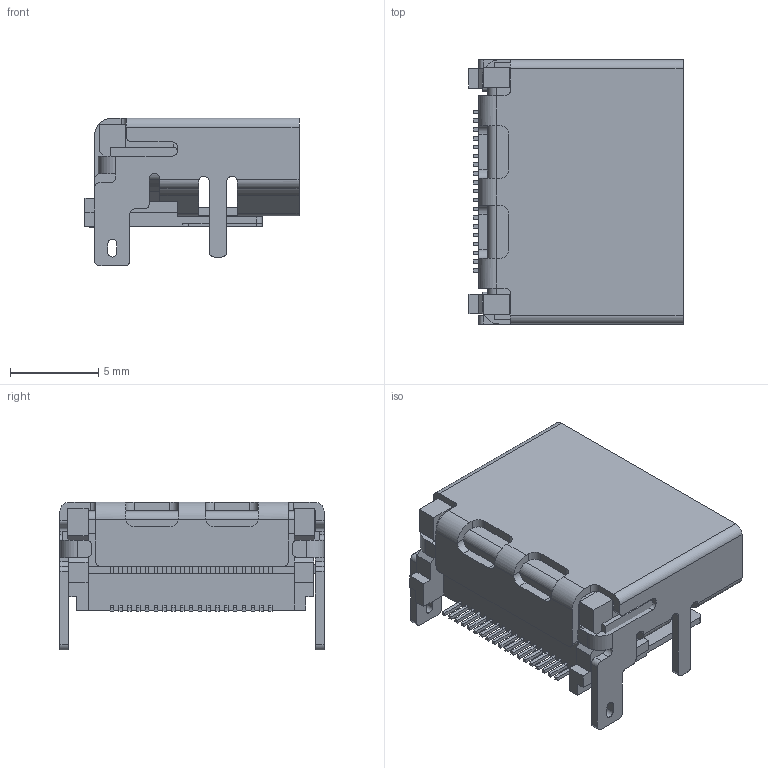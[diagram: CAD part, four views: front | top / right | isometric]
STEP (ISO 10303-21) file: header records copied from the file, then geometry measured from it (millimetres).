
FILE_DESCRIPTION(/* description */ ('Unknown'),/* implementation_level */ '2;1');
FILE_NAME(/* name */ 'J_Wurth_WR-HDMI_685119134923',/* time_stamp */ '2025-07-17T17:24:44+08:00',/* author */ ('Unknown'),/* organization */ ('Unknown'),/* preprocessor_version */ 'ST-DEVELOPER v19.4',/* originating_system */ 'Solid Edge',/* authorisation */ 'Unknown');
FILE_SCHEMA (('AUTOMOTIVE_DESIGN {1 0 10303 214 3 1 1}'));
Length unit declared in the file: millimetre
Products named in the file (2): J_Wurth_WR-HDMI_685119134923
Assembly tree (1 placements, depth 2):
  J_Wurth_WR-HDMI_685119134923
    J_Wurth_WR-HDMI_685119134923
Bounding box: 12.15 x 15 x 8.38 mm (x, y, z)
Volume: 499.5 mm3; surface area: 1891.6 mm2
Topology: 21 solids, 21 shells, 1043 faces, 2886 edges, 1840 vertices
Faces by surface type: plane 668, cylinder 329, bspline 38, torus 8
Entity records: 37033 total; most frequent: CARTESIAN_POINT 6513, ORIENTED_EDGE 5772, DIRECTION 5392, EDGE_CURVE 2886, LINE 2202, VECTOR 2202, VERTEX_POINT 1840, AXIS2_PLACEMENT_3D 1595
